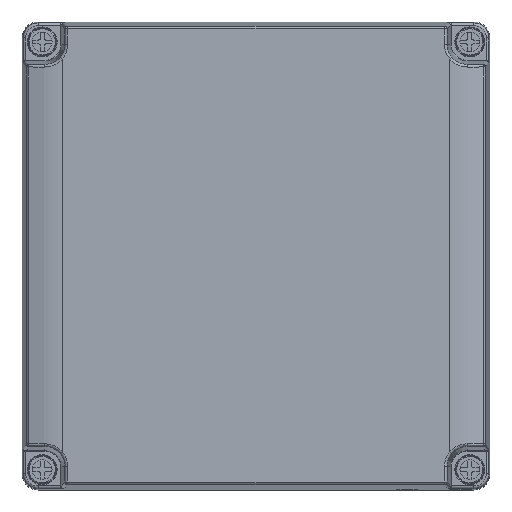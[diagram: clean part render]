
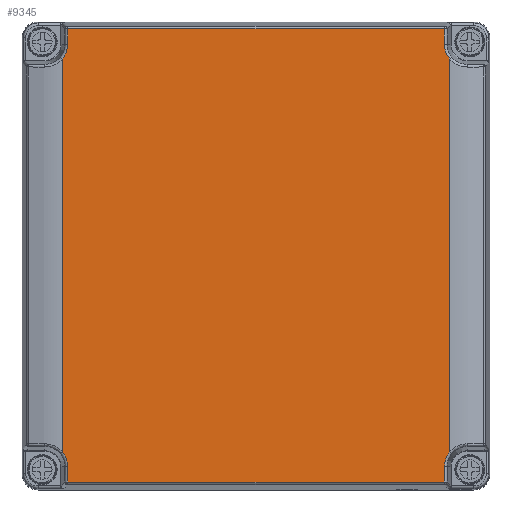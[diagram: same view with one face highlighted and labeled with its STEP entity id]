
A CAD part, top view. The second image highlights one B-rep face of the part: STEP entity #9345.
In plain terms, the highlighted planar face has unit normal (0, 0, 1).
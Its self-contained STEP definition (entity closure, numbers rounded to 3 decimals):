
#9236=AXIS2_PLACEMENT_3D('Plane Axis2P3D',#9233,#9234,#9235) ;
#9240=AXIS2_PLACEMENT_3D('Circle Axis2P3D',#9238,#9239,$) ;
#8237=CARTESIAN_POINT('Vertex',(157.965,2.728,150.)) ;
#8240=CARTESIAN_POINT('Line Origine',(160.586,2.728,150.)) ;
#8244=CARTESIAN_POINT('Vertex',(17.035,2.728,150.)) ;
#9233=CARTESIAN_POINT('Axis2P3D Location',(15.,0.,150.)) ;
#9238=CARTESIAN_POINT('Axis2P3D Location',(8.5,166.5,150.)) ;
#9242=CARTESIAN_POINT('Vertex',(15.,160.968,150.)) ;
#9244=CARTESIAN_POINT('Vertex',(17.035,166.5,150.)) ;
#9247=CARTESIAN_POINT('Line Origine',(15.,87.5,150.)) ;
#9251=CARTESIAN_POINT('Vertex',(15.,14.032,150.)) ;
#9255=CARTESIAN_POINT('Control Point',(15.,14.032,150.)) ;
#9256=CARTESIAN_POINT('Control Point',(15.557,13.378,150.)) ;
#9257=CARTESIAN_POINT('Control Point',(16.031,12.654,150.)) ;
#9258=CARTESIAN_POINT('Control Point',(16.411,11.874,150.)) ;
#9259=CARTESIAN_POINT('Control Point',(16.801,10.725,150.)) ;
#9260=CARTESIAN_POINT('Control Point',(16.983,9.534,150.)) ;
#9261=CARTESIAN_POINT('Control Point',(17.018,9.189,150.)) ;
#9262=CARTESIAN_POINT('Control Point',(17.035,8.845,150.)) ;
#9263=CARTESIAN_POINT('Control Point',(17.035,8.5,150.)) ;
#9264=CARTESIAN_POINT('Vertex',(17.035,8.5,150.)) ;
#9267=CARTESIAN_POINT('Line Origine',(17.035,5.614,150.)) ;
#9272=CARTESIAN_POINT('Line Origine',(157.965,5.614,150.)) ;
#9276=CARTESIAN_POINT('Vertex',(157.965,8.5,150.)) ;
#9280=CARTESIAN_POINT('Control Point',(157.965,8.5,150.)) ;
#9281=CARTESIAN_POINT('Control Point',(157.965,9.359,150.)) ;
#9282=CARTESIAN_POINT('Control Point',(158.073,10.217,150.)) ;
#9283=CARTESIAN_POINT('Control Point',(158.289,11.058,150.)) ;
#9284=CARTESIAN_POINT('Control Point',(158.736,12.185,150.)) ;
#9285=CARTESIAN_POINT('Control Point',(159.37,13.211,150.)) ;
#9286=CARTESIAN_POINT('Control Point',(159.566,13.496,150.)) ;
#9287=CARTESIAN_POINT('Control Point',(159.777,13.77,150.)) ;
#9288=CARTESIAN_POINT('Control Point',(160.,14.032,150.)) ;
#9289=CARTESIAN_POINT('Vertex',(160.,14.032,150.)) ;
#9292=CARTESIAN_POINT('Line Origine',(160.,87.5,150.)) ;
#9296=CARTESIAN_POINT('Vertex',(160.,160.968,150.)) ;
#9300=CARTESIAN_POINT('Control Point',(160.,160.968,150.)) ;
#9301=CARTESIAN_POINT('Control Point',(159.443,161.622,150.)) ;
#9302=CARTESIAN_POINT('Control Point',(158.969,162.346,150.)) ;
#9303=CARTESIAN_POINT('Control Point',(158.589,163.126,150.)) ;
#9304=CARTESIAN_POINT('Control Point',(158.199,164.275,150.)) ;
#9305=CARTESIAN_POINT('Control Point',(158.017,165.466,150.)) ;
#9306=CARTESIAN_POINT('Control Point',(157.982,165.811,150.)) ;
#9307=CARTESIAN_POINT('Control Point',(157.965,166.155,150.)) ;
#9308=CARTESIAN_POINT('Control Point',(157.965,166.5,150.)) ;
#9309=CARTESIAN_POINT('Vertex',(157.965,166.5,150.)) ;
#9312=CARTESIAN_POINT('Line Origine',(157.965,169.386,150.)) ;
#9316=CARTESIAN_POINT('Vertex',(157.965,172.272,150.)) ;
#9319=CARTESIAN_POINT('Line Origine',(87.5,172.272,150.)) ;
#9323=CARTESIAN_POINT('Vertex',(17.035,172.272,150.)) ;
#9326=CARTESIAN_POINT('Line Origine',(17.035,169.386,150.)) ;
#8241=DIRECTION('Vector Direction',(-1.,0.,0.)) ;
#9234=DIRECTION('Axis2P3D Direction',(0.,0.,1.)) ;
#9235=DIRECTION('Axis2P3D XDirection',(1.,0.,0.)) ;
#9239=DIRECTION('Axis2P3D Direction',(0.,0.,1.)) ;
#9248=DIRECTION('Vector Direction',(0.,1.,0.)) ;
#9268=DIRECTION('Vector Direction',(0.,-1.,0.)) ;
#9273=DIRECTION('Vector Direction',(0.,1.,0.)) ;
#9293=DIRECTION('Vector Direction',(0.,1.,0.)) ;
#9313=DIRECTION('Vector Direction',(0.,1.,0.)) ;
#9320=DIRECTION('Vector Direction',(1.,0.,0.)) ;
#9327=DIRECTION('Vector Direction',(0.,1.,0.)) ;
#8242=VECTOR('Line Direction',#8241,1.) ;
#9249=VECTOR('Line Direction',#9248,1.) ;
#9269=VECTOR('Line Direction',#9268,1.) ;
#9274=VECTOR('Line Direction',#9273,1.) ;
#9294=VECTOR('Line Direction',#9293,1.) ;
#9314=VECTOR('Line Direction',#9313,1.) ;
#9321=VECTOR('Line Direction',#9320,1.) ;
#9328=VECTOR('Line Direction',#9327,1.) ;
#9332=ORIENTED_EDGE('',*,*,#9246,.F.) ;
#9333=ORIENTED_EDGE('',*,*,#9253,.F.) ;
#9334=ORIENTED_EDGE('',*,*,#9266,.T.) ;
#9335=ORIENTED_EDGE('',*,*,#9271,.T.) ;
#9336=ORIENTED_EDGE('',*,*,#8246,.F.) ;
#9337=ORIENTED_EDGE('',*,*,#9278,.T.) ;
#9338=ORIENTED_EDGE('',*,*,#9291,.T.) ;
#9339=ORIENTED_EDGE('',*,*,#9298,.T.) ;
#9340=ORIENTED_EDGE('',*,*,#9311,.T.) ;
#9341=ORIENTED_EDGE('',*,*,#9318,.T.) ;
#9342=ORIENTED_EDGE('',*,*,#9325,.F.) ;
#9343=ORIENTED_EDGE('',*,*,#9330,.F.) ;
#9345=ADVANCED_FACE('DE_MPC_17-17-15\\MANIFOLD_SOLID_BREP #49611',(#9344),#9237,.T.) ;
#9254=B_SPLINE_CURVE_WITH_KNOTS('',5,(#9255,#9256,#9257,#9258,#9259,#9260,#9261,#9262,#9263),.UNSPECIFIED.,.F.,.U.,(6,3,6),(0.,6.072,8.509),.UNSPECIFIED.) ;
#9279=B_SPLINE_CURVE_WITH_KNOTS('',5,(#9280,#9281,#9282,#9283,#9284,#9285,#9286,#9287,#9288),.UNSPECIFIED.,.F.,.U.,(6,3,6),(0.,6.072,8.509),.UNSPECIFIED.) ;
#9299=B_SPLINE_CURVE_WITH_KNOTS('',5,(#9300,#9301,#9302,#9303,#9304,#9305,#9306,#9307,#9308),.UNSPECIFIED.,.F.,.U.,(6,3,6),(0.,6.072,8.509),.UNSPECIFIED.) ;
#9241=CIRCLE('generated circle',#9240,8.535) ;
#8246=EDGE_CURVE('',#8238,#8245,#8243,.T.) ;
#9246=EDGE_CURVE('',#9243,#9245,#9241,.T.) ;
#9253=EDGE_CURVE('',#9252,#9243,#9250,.T.) ;
#9266=EDGE_CURVE('',#9252,#9265,#9254,.T.) ;
#9271=EDGE_CURVE('',#9265,#8245,#9270,.T.) ;
#9278=EDGE_CURVE('',#8238,#9277,#9275,.T.) ;
#9291=EDGE_CURVE('',#9277,#9290,#9279,.T.) ;
#9298=EDGE_CURVE('',#9290,#9297,#9295,.T.) ;
#9311=EDGE_CURVE('',#9297,#9310,#9299,.T.) ;
#9318=EDGE_CURVE('',#9310,#9317,#9315,.T.) ;
#9325=EDGE_CURVE('',#9324,#9317,#9322,.T.) ;
#9330=EDGE_CURVE('',#9245,#9324,#9329,.T.) ;
#9331=EDGE_LOOP('',(#9332,#9333,#9334,#9335,#9336,#9337,#9338,#9339,#9340,#9341,#9342,#9343)) ;
#9344=FACE_OUTER_BOUND('',#9331,.T.) ;
#8243=LINE('Line',#8240,#8242) ;
#9250=LINE('Line',#9247,#9249) ;
#9270=LINE('Line',#9267,#9269) ;
#9275=LINE('Line',#9272,#9274) ;
#9295=LINE('Line',#9292,#9294) ;
#9315=LINE('Line',#9312,#9314) ;
#9322=LINE('Line',#9319,#9321) ;
#9329=LINE('Line',#9326,#9328) ;
#9237=PLANE('',#9236) ;
#8238=VERTEX_POINT('',#8237) ;
#8245=VERTEX_POINT('',#8244) ;
#9243=VERTEX_POINT('',#9242) ;
#9245=VERTEX_POINT('',#9244) ;
#9252=VERTEX_POINT('',#9251) ;
#9265=VERTEX_POINT('',#9264) ;
#9277=VERTEX_POINT('',#9276) ;
#9290=VERTEX_POINT('',#9289) ;
#9297=VERTEX_POINT('',#9296) ;
#9310=VERTEX_POINT('',#9309) ;
#9317=VERTEX_POINT('',#9316) ;
#9324=VERTEX_POINT('',#9323) ;
